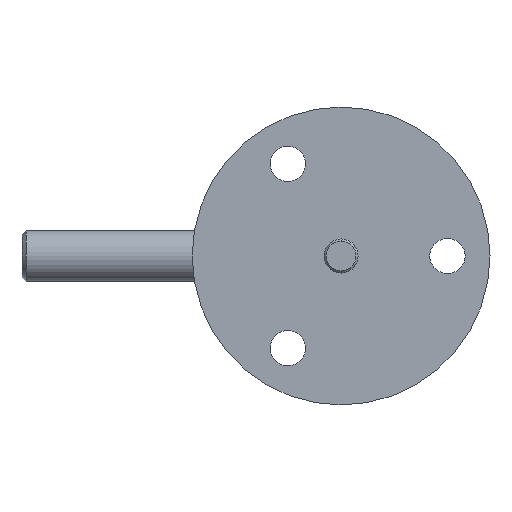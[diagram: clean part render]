
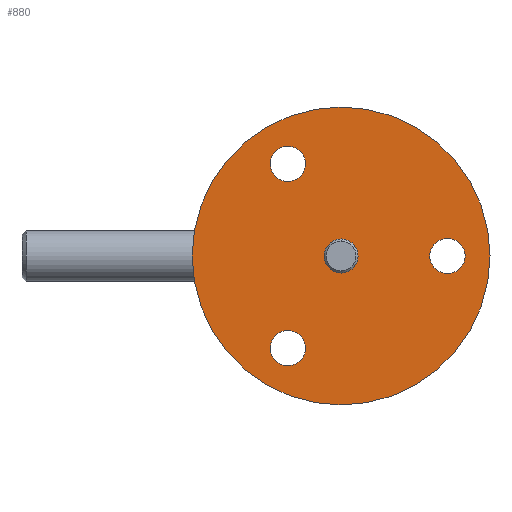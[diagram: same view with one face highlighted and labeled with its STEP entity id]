
A CAD part, left-side view. The second image highlights one B-rep face of the part: STEP entity #880.
In plain terms, the highlighted planar face has unit normal (-1, 0, 0).
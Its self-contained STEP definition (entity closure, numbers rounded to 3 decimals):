
#9 = CIRCLE ( 'NONE', #769, 4.15 ) ;
#11 = DIRECTION ( 'NONE',  ( 1., 0., 0. ) ) ;
#15 = EDGE_CURVE ( 'NONE', #480, #405, #30, .T. ) ;
#19 = ORIENTED_EDGE ( 'NONE', *, *, #665, .T. ) ;
#29 = AXIS2_PLACEMENT_3D ( 'NONE', #93, #11, #1032 ) ;
#30 = CIRCLE ( 'NONE', #992, 4.15 ) ;
#34 = DIRECTION ( 'NONE',  ( 0., 0., -1. ) ) ;
#41 = EDGE_CURVE ( 'NONE', #214, #44, #1122, .T. ) ;
#44 = VERTEX_POINT ( 'NONE', #1130 ) ;
#46 = VERTEX_POINT ( 'NONE', #226 ) ;
#48 = AXIS2_PLACEMENT_3D ( 'NONE', #1090, #488, #1110 ) ;
#61 = DIRECTION ( 'NONE',  ( 0., 0., -1. ) ) ;
#68 = DIRECTION ( 'NONE',  ( -1., 0., 0. ) ) ;
#83 = EDGE_CURVE ( 'NONE', #1030, #690, #1085, .T. ) ;
#93 = CARTESIAN_POINT ( 'NONE',  ( -4., 0., 0. ) ) ;
#97 = FACE_BOUND ( 'NONE', #303, .T. ) ;
#109 = ORIENTED_EDGE ( 'NONE', *, *, #83, .F. ) ;
#115 = DIRECTION ( 'NONE',  ( 0., 0., -1. ) ) ;
#125 = CARTESIAN_POINT ( 'NONE',  ( -4., 0., 35. ) ) ;
#130 = CARTESIAN_POINT ( 'NONE',  ( -4., 0., 0. ) ) ;
#133 = DIRECTION ( 'NONE',  ( 1., 0., 0. ) ) ;
#137 = CARTESIAN_POINT ( 'NONE',  ( -4., -25., 4.15 ) ) ;
#155 = EDGE_LOOP ( 'NONE', ( #536, #109 ) ) ;
#180 = CARTESIAN_POINT ( 'NONE',  ( -4., 0., -4. ) ) ;
#189 = DIRECTION ( 'NONE',  ( 0., 0., -1. ) ) ;
#197 = CARTESIAN_POINT ( 'NONE',  ( -4., 12.5, -17.501 ) ) ;
#214 = VERTEX_POINT ( 'NONE', #137 ) ;
#226 = CARTESIAN_POINT ( 'NONE',  ( -4., 12.5, 25.801 ) ) ;
#234 = EDGE_CURVE ( 'NONE', #329, #576, #778, .T. ) ;
#242 = EDGE_LOOP ( 'NONE', ( #1126, #1088 ) ) ;
#255 = PLANE ( 'NONE',  #360 ) ;
#263 = FACE_BOUND ( 'NONE', #868, .T. ) ;
#282 = AXIS2_PLACEMENT_3D ( 'NONE', #130, #133, #61 ) ;
#283 = DIRECTION ( 'NONE',  ( 1., 0., 0. ) ) ;
#303 = EDGE_LOOP ( 'NONE', ( #666, #19 ) ) ;
#305 = FACE_BOUND ( 'NONE', #242, .T. ) ;
#329 = VERTEX_POINT ( 'NONE', #180 ) ;
#343 = DIRECTION ( 'NONE',  ( 1., 0., 0. ) ) ;
#349 = FACE_BOUND ( 'NONE', #1057, .T. ) ;
#358 = CARTESIAN_POINT ( 'NONE',  ( -4., -25., 0. ) ) ;
#359 = DIRECTION ( 'NONE',  ( 0., 0., -1. ) ) ;
#360 = AXIS2_PLACEMENT_3D ( 'NONE', #1074, #638, #464 ) ;
#364 = AXIS2_PLACEMENT_3D ( 'NONE', #1107, #283, #34 ) ;
#405 = VERTEX_POINT ( 'NONE', #1073 ) ;
#418 = DIRECTION ( 'NONE',  ( 1., 0., 0. ) ) ;
#426 = CIRCLE ( 'NONE', #934, 4.15 ) ;
#429 = DIRECTION ( 'NONE',  ( 0., 0., -1. ) ) ;
#444 = EDGE_CURVE ( 'NONE', #405, #480, #426, .T. ) ;
#458 = DIRECTION ( 'NONE',  ( -1., 0., 0. ) ) ;
#464 = DIRECTION ( 'NONE',  ( 0., 0., -1. ) ) ;
#465 = CIRCLE ( 'NONE', #48, 4.15 ) ;
#467 = AXIS2_PLACEMENT_3D ( 'NONE', #514, #68, #429 ) ;
#480 = VERTEX_POINT ( 'NONE', #197 ) ;
#482 = CARTESIAN_POINT ( 'NONE',  ( -4., 12.5, 21.651 ) ) ;
#488 = DIRECTION ( 'NONE',  ( 1., 0., 0. ) ) ;
#489 = CARTESIAN_POINT ( 'NONE',  ( -4., 12.5, -21.651 ) ) ;
#495 = CARTESIAN_POINT ( 'NONE',  ( -4., 12.5, -21.651 ) ) ;
#514 = CARTESIAN_POINT ( 'NONE',  ( -4., 0., 0. ) ) ;
#536 = ORIENTED_EDGE ( 'NONE', *, *, #954, .F. ) ;
#538 = CIRCLE ( 'NONE', #29, 35. ) ;
#543 = CARTESIAN_POINT ( 'NONE',  ( -4., 0., 4. ) ) ;
#576 = VERTEX_POINT ( 'NONE', #543 ) ;
#579 = CIRCLE ( 'NONE', #659, 4. ) ;
#616 = AXIS2_PLACEMENT_3D ( 'NONE', #482, #669, #1115 ) ;
#638 = DIRECTION ( 'NONE',  ( 1., 0., 0. ) ) ;
#658 = CARTESIAN_POINT ( 'NONE',  ( -4., 0., -35. ) ) ;
#659 = AXIS2_PLACEMENT_3D ( 'NONE', #903, #458, #359 ) ;
#665 = EDGE_CURVE ( 'NONE', #46, #758, #465, .T. ) ;
#666 = ORIENTED_EDGE ( 'NONE', *, *, #702, .T. ) ;
#669 = DIRECTION ( 'NONE',  ( 1., 0., 0. ) ) ;
#690 = VERTEX_POINT ( 'NONE', #658 ) ;
#694 = ORIENTED_EDGE ( 'NONE', *, *, #234, .F. ) ;
#702 = EDGE_CURVE ( 'NONE', #758, #46, #1121, .T. ) ;
#729 = FACE_OUTER_BOUND ( 'NONE', #155, .T. ) ;
#758 = VERTEX_POINT ( 'NONE', #829 ) ;
#769 = AXIS2_PLACEMENT_3D ( 'NONE', #358, #343, #1136 ) ;
#778 = CIRCLE ( 'NONE', #467, 4. ) ;
#829 = CARTESIAN_POINT ( 'NONE',  ( -4., 12.5, 17.501 ) ) ;
#831 = ORIENTED_EDGE ( 'NONE', *, *, #444, .T. ) ;
#834 = ORIENTED_EDGE ( 'NONE', *, *, #15, .T. ) ;
#856 = DIRECTION ( 'NONE',  ( 1., 0., 0. ) ) ;
#868 = EDGE_LOOP ( 'NONE', ( #831, #834 ) ) ;
#880 = ADVANCED_FACE ( 'NONE', ( #263, #97, #305, #349, #729 ), #255, .F. ) ;
#903 = CARTESIAN_POINT ( 'NONE',  ( -4., 0., 0. ) ) ;
#917 = EDGE_CURVE ( 'NONE', #576, #329, #579, .T. ) ;
#934 = AXIS2_PLACEMENT_3D ( 'NONE', #489, #418, #115 ) ;
#954 = EDGE_CURVE ( 'NONE', #690, #1030, #538, .T. ) ;
#992 = AXIS2_PLACEMENT_3D ( 'NONE', #495, #856, #189 ) ;
#1030 = VERTEX_POINT ( 'NONE', #125 ) ;
#1032 = DIRECTION ( 'NONE',  ( 0., 0., -1. ) ) ;
#1052 = ORIENTED_EDGE ( 'NONE', *, *, #917, .F. ) ;
#1057 = EDGE_LOOP ( 'NONE', ( #694, #1052 ) ) ;
#1068 = EDGE_CURVE ( 'NONE', #44, #214, #9, .T. ) ;
#1073 = CARTESIAN_POINT ( 'NONE',  ( -4., 12.5, -25.801 ) ) ;
#1074 = CARTESIAN_POINT ( 'NONE',  ( -4., 0., 0. ) ) ;
#1085 = CIRCLE ( 'NONE', #282, 35. ) ;
#1088 = ORIENTED_EDGE ( 'NONE', *, *, #41, .T. ) ;
#1090 = CARTESIAN_POINT ( 'NONE',  ( -4., 12.5, 21.651 ) ) ;
#1107 = CARTESIAN_POINT ( 'NONE',  ( -4., -25., 0. ) ) ;
#1110 = DIRECTION ( 'NONE',  ( 0., 0., -1. ) ) ;
#1115 = DIRECTION ( 'NONE',  ( 0., 0., -1. ) ) ;
#1121 = CIRCLE ( 'NONE', #616, 4.15 ) ;
#1122 = CIRCLE ( 'NONE', #364, 4.15 ) ;
#1126 = ORIENTED_EDGE ( 'NONE', *, *, #1068, .T. ) ;
#1130 = CARTESIAN_POINT ( 'NONE',  ( -4., -25., -4.15 ) ) ;
#1136 = DIRECTION ( 'NONE',  ( 0., 0., -1. ) ) ;
